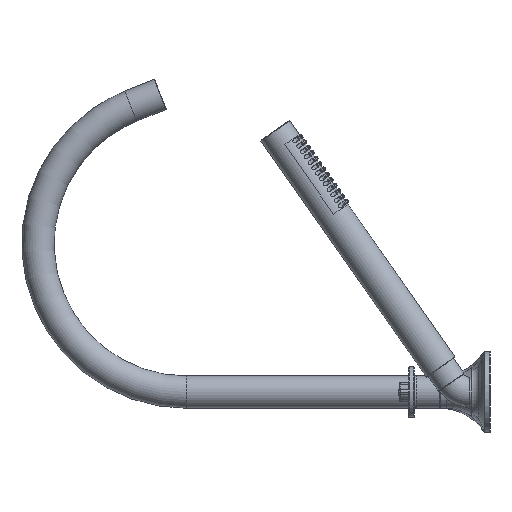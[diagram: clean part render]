
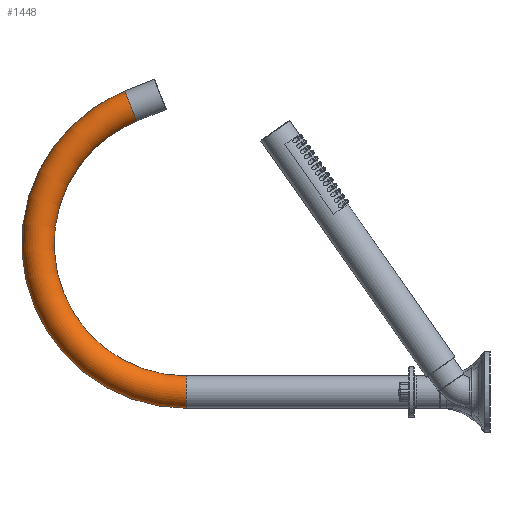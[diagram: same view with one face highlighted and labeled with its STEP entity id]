
A CAD part, left-side view. The second image highlights one B-rep face of the part: STEP entity #1448.
In plain terms, the highlighted toroidal (fillet/blend) face has major radius 110 mm and minor radius 12 mm.
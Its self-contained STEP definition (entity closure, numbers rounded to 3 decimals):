
#127 = CARTESIAN_POINT ( 'NONE',  ( 212.016, 229.142, 12. ) ) ;
#227 = AXIS2_PLACEMENT_3D ( 'NONE', #1287, #7354, #2150 ) ;
#723 = EDGE_CURVE ( 'NONE', #1206, #1206, #7527, .T. ) ;
#860 = CARTESIAN_POINT ( 'NONE',  ( 0., 188., 0. ) ) ;
#1206 = VERTEX_POINT ( 'NONE', #127 ) ;
#1287 = CARTESIAN_POINT ( 'NONE',  ( 212.016, 229.142, 0. ) ) ;
#1404 = ORIENTED_EDGE ( 'NONE', *, *, #723, .F. ) ;
#1448 = ADVANCED_FACE ( 'NONE', ( #4801, #10951 ), #2221, .T. ) ;
#1537 = AXIS2_PLACEMENT_3D ( 'NONE', #9081, #2122, #5607 ) ;
#1760 = DIRECTION ( 'NONE',  ( 0., 0., 1. ) ) ;
#2122 = DIRECTION ( 'NONE',  ( 0., 0., -1. ) ) ;
#2150 = DIRECTION ( 'NONE',  ( 0., 0., 1. ) ) ;
#2221 = TOROIDAL_SURFACE ( 'NONE', #1537, 110., 12. ) ;
#2684 = EDGE_CURVE ( 'NONE', #5249, #5249, #10637, .T. ) ;
#3997 = AXIS2_PLACEMENT_3D ( 'NONE', #860, #6938, #1760 ) ;
#4801 = FACE_OUTER_BOUND ( 'NONE', #9791, .T. ) ;
#5249 = VERTEX_POINT ( 'NONE', #6329 ) ;
#5607 = DIRECTION ( 'NONE',  ( -1., 0., 0. ) ) ;
#6329 = CARTESIAN_POINT ( 'NONE',  ( 0., 188., 12. ) ) ;
#6938 = DIRECTION ( 'NONE',  ( 0., 1., 0. ) ) ;
#7354 = DIRECTION ( 'NONE',  ( 0.374, -0.927, 0. ) ) ;
#7527 = CIRCLE ( 'NONE', #227, 12. ) ;
#7869 = EDGE_LOOP ( 'NONE', ( #1404 ) ) ;
#8278 = ORIENTED_EDGE ( 'NONE', *, *, #2684, .T. ) ;
#9081 = CARTESIAN_POINT ( 'NONE',  ( 110., 188., 0. ) ) ;
#9791 = EDGE_LOOP ( 'NONE', ( #8278 ) ) ;
#10637 = CIRCLE ( 'NONE', #3997, 12. ) ;
#10951 = FACE_OUTER_BOUND ( 'NONE', #7869, .T. ) ;
